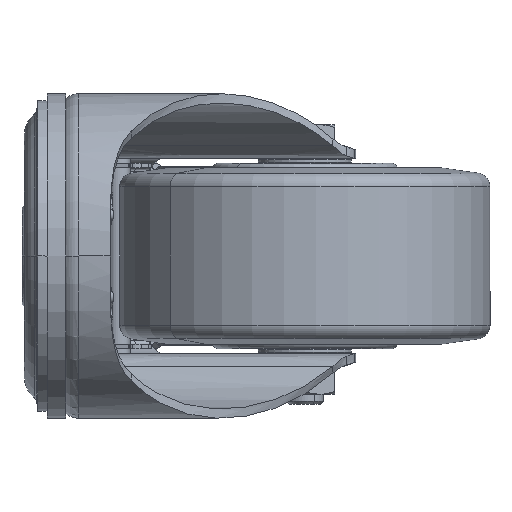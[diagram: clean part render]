
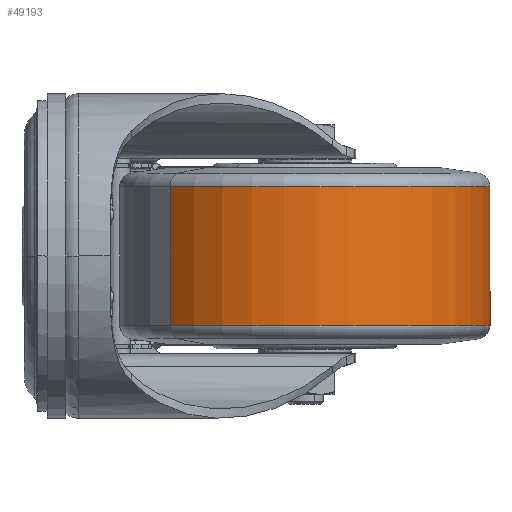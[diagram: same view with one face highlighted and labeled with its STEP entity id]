
A CAD part, left-side view. The second image highlights one B-rep face of the part: STEP entity #49193.
In plain terms, the highlighted cylindrical face has radius 40 mm (diameter 80 mm), a partial arc.
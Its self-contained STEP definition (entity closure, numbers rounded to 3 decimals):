
#8465 = EDGE_LOOP ( 'NONE', ( #55360, #30718, #56996, #30037 ) ) ;
#12522 = DIRECTION ( 'NONE',  ( 0., 0., -1. ) ) ;
#15419 = CIRCLE ( 'NONE', #33556, 40. ) ;
#16572 = CIRCLE ( 'NONE', #69662, 40. ) ;
#16982 = CARTESIAN_POINT ( 'NONE',  ( 38., -61., 14.898 ) ) ;
#23199 = LINE ( 'NONE', #28534, #35357 ) ;
#28534 = CARTESIAN_POINT ( 'NONE',  ( 65.486, -90.06, -40.585 ) ) ;
#28901 = LINE ( 'NONE', #44437, #48252 ) ;
#30037 = ORIENTED_EDGE ( 'NONE', *, *, #47212, .T. ) ;
#30338 = AXIS2_PLACEMENT_3D ( 'NONE', #58191, #30991, #63851 ) ;
#30718 = ORIENTED_EDGE ( 'NONE', *, *, #59441, .T. ) ;
#30991 = DIRECTION ( 'NONE',  ( 0., 0., -1. ) ) ;
#31393 = VERTEX_POINT ( 'NONE', #51674 ) ;
#32071 = EDGE_CURVE ( 'NONE', #37033, #63112, #28901, .T. ) ;
#33556 = AXIS2_PLACEMENT_3D ( 'NONE', #16982, #40052, #38645 ) ;
#35357 = VECTOR ( 'NONE', #12522, 1000. ) ;
#37033 = VERTEX_POINT ( 'NONE', #45284 ) ;
#38645 = DIRECTION ( 'NONE',  ( 0.687, -0.727, 0. ) ) ;
#40052 = DIRECTION ( 'NONE',  ( 0., 0., -1. ) ) ;
#43297 = VERTEX_POINT ( 'NONE', #45673 ) ;
#44437 = CARTESIAN_POINT ( 'NONE',  ( 10.514, -31.94, -40.585 ) ) ;
#45284 = CARTESIAN_POINT ( 'NONE',  ( 10.514, -31.94, 14.898 ) ) ;
#45673 = CARTESIAN_POINT ( 'NONE',  ( 65.486, -90.06, 14.898 ) ) ;
#47212 = EDGE_CURVE ( 'NONE', #63112, #31393, #16572, .T. ) ;
#48252 = VECTOR ( 'NONE', #66690, 1000. ) ;
#48632 = CARTESIAN_POINT ( 'NONE',  ( 38., -61., -14.898 ) ) ;
#49193 = ADVANCED_FACE ( 'NONE', ( #65756 ), #65404, .T. ) ;
#51674 = CARTESIAN_POINT ( 'NONE',  ( 65.486, -90.06, -14.898 ) ) ;
#55302 = DIRECTION ( 'NONE',  ( 0.687, -0.727, 0. ) ) ;
#55360 = ORIENTED_EDGE ( 'NONE', *, *, #62651, .F. ) ;
#56996 = ORIENTED_EDGE ( 'NONE', *, *, #32071, .T. ) ;
#58191 = CARTESIAN_POINT ( 'NONE',  ( 38., -61., -40.585 ) ) ;
#59441 = EDGE_CURVE ( 'NONE', #43297, #37033, #15419, .T. ) ;
#60281 = DIRECTION ( 'NONE',  ( 0., 0., 1. ) ) ;
#62651 = EDGE_CURVE ( 'NONE', #43297, #31393, #23199, .T. ) ;
#63112 = VERTEX_POINT ( 'NONE', #67038 ) ;
#63851 = DIRECTION ( 'NONE',  ( -0.687, 0.727, 0. ) ) ;
#65404 = CYLINDRICAL_SURFACE ( 'NONE', #30338, 40. ) ;
#65756 = FACE_OUTER_BOUND ( 'NONE', #8465, .T. ) ;
#66690 = DIRECTION ( 'NONE',  ( 0., 0., -1. ) ) ;
#67038 = CARTESIAN_POINT ( 'NONE',  ( 10.514, -31.94, -14.898 ) ) ;
#69662 = AXIS2_PLACEMENT_3D ( 'NONE', #48632, #60281, #55302 ) ;
